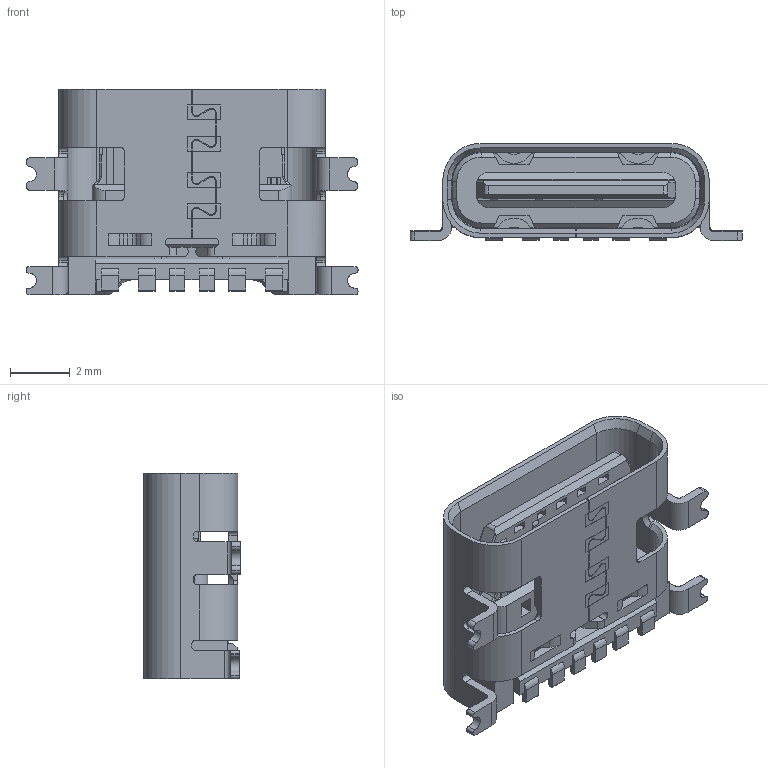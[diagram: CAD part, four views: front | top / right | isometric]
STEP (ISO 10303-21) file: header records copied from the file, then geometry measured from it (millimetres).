
FILE_DESCRIPTION (( 'STEP AP214' ), '1' );
FILE_NAME ('USB4135-GF-A.STEP', '2023-03-03T16:32:38', ( '' ), ( '' ), 'SwSTEP 2.0', 'SolidWorks 2022', '' );
FILE_SCHEMA (( 'AUTOMOTIVE_DESIGN' ));
Length unit declared in the file: inch
Products named in the file (3): USB4135-GF-A; USB4135-GF-A_2
Assembly tree (2 placements, depth 2):
  USB4135-GF-A
    USB4135-GF-A
    USB4135-GF-A_2
Bounding box: 11.14 x 3.25 x 6.9 mm (x, y, z)
Volume: 92.6 mm3; surface area: 461 mm2
Topology: 2 solids, 2 shells, 794 faces, 2243 edges, 1458 vertices
Faces by surface type: plane 562, cylinder 191, cone 21, bspline 20
Entity records: 31422 total; most frequent: CARTESIAN_POINT 5946, ORIENTED_EDGE 4476, DIRECTION 3786, EDGE_CURVE 2238, LINE 1754, VECTOR 1754, VERTEX_POINT 1456, AXIS2_PLACEMENT_3D 1016
